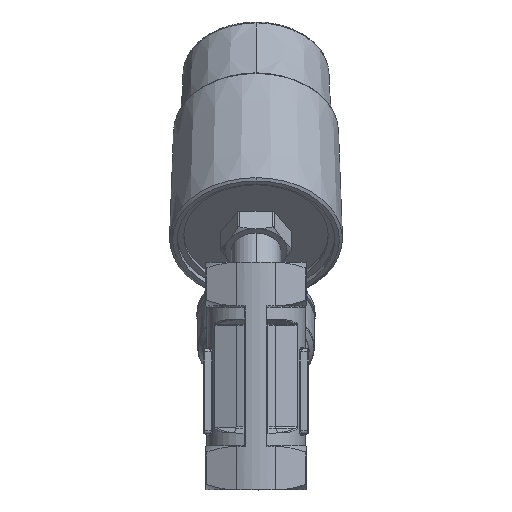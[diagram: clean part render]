
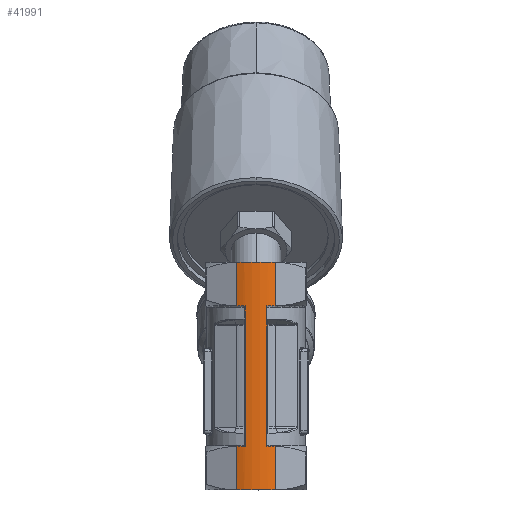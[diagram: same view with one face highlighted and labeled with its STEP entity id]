
A CAD part, front view. The second image highlights one B-rep face of the part: STEP entity #41991.
In plain terms, the highlighted cylindrical face has radius 33 mm (diameter 66 mm), a partial arc.
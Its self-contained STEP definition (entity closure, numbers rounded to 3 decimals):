
#745 = ORIENTED_EDGE ( 'NONE', *, *, #33470, .F. ) ;
#1069 = LINE ( 'NONE', #43655, #19817 ) ;
#1227 = EDGE_CURVE ( 'NONE', #21755, #24545, #38709, .T. ) ;
#2387 = VERTEX_POINT ( 'NONE', #36430 ) ;
#2439 = FACE_OUTER_BOUND ( 'NONE', #39153, .T. ) ;
#2655 = CARTESIAN_POINT ( 'NONE',  ( 12.692, -30.462, -46. ) ) ;
#2668 = EDGE_CURVE ( 'NONE', #10074, #11183, #1069, .T. ) ;
#2982 = CIRCLE ( 'NONE', #32535, 33. ) ;
#3085 = CARTESIAN_POINT ( 'NONE',  ( 7., -32.249, 46.289 ) ) ;
#3287 = EDGE_CURVE ( 'NONE', #2387, #5960, #26917, .T. ) ;
#3577 = CARTESIAN_POINT ( 'NONE',  ( 0., 0., -46.289 ) ) ;
#3692 = AXIS2_PLACEMENT_3D ( 'NONE', #3577, #28224, #7142 ) ;
#3791 = CARTESIAN_POINT ( 'NONE',  ( 0., 0., 46.289 ) ) ;
#4026 = VECTOR ( 'NONE', #11210, 1000. ) ;
#4171 = ORIENTED_EDGE ( 'NONE', *, *, #30197, .T. ) ;
#5823 = DIRECTION ( 'NONE',  ( 0., 0., 1. ) ) ;
#5960 = VERTEX_POINT ( 'NONE', #9685 ) ;
#6193 = ORIENTED_EDGE ( 'NONE', *, *, #1227, .T. ) ;
#6406 = EDGE_CURVE ( 'NONE', #11839, #11183, #26504, .T. ) ;
#6737 = CARTESIAN_POINT ( 'NONE',  ( -12.692, -30.462, 75. ) ) ;
#7097 = CIRCLE ( 'NONE', #23271, 33. ) ;
#7110 = LINE ( 'NONE', #12626, #16462 ) ;
#7127 = DIRECTION ( 'NONE',  ( 0., 0., 1. ) ) ;
#7142 = DIRECTION ( 'NONE',  ( -1., 0., 0. ) ) ;
#7343 = DIRECTION ( 'NONE',  ( 1., 0., 0. ) ) ;
#7356 = DIRECTION ( 'NONE',  ( 0., 0., 1. ) ) ;
#7861 = DIRECTION ( 'NONE',  ( 0., 0., 1. ) ) ;
#7994 = CARTESIAN_POINT ( 'NONE',  ( -12.692, -30.462, -75. ) ) ;
#8062 = ORIENTED_EDGE ( 'NONE', *, *, #27711, .F. ) ;
#8115 = CARTESIAN_POINT ( 'NONE',  ( 0., 0., 46. ) ) ;
#9073 = VERTEX_POINT ( 'NONE', #33547 ) ;
#9485 = EDGE_CURVE ( 'NONE', #32600, #37549, #35061, .T. ) ;
#9685 = CARTESIAN_POINT ( 'NONE',  ( -7., -32.249, -36.919 ) ) ;
#10074 = VERTEX_POINT ( 'NONE', #31015 ) ;
#10959 = LINE ( 'NONE', #32515, #28568 ) ;
#11183 = VERTEX_POINT ( 'NONE', #7994 ) ;
#11210 = DIRECTION ( 'NONE',  ( 0., 0., 1. ) ) ;
#11758 = EDGE_CURVE ( 'NONE', #21755, #11839, #43434, .T. ) ;
#11839 = VERTEX_POINT ( 'NONE', #25007 ) ;
#12382 = VERTEX_POINT ( 'NONE', #41954 ) ;
#12626 = CARTESIAN_POINT ( 'NONE',  ( -7., -32.249, -75. ) ) ;
#12878 = VERTEX_POINT ( 'NONE', #29287 ) ;
#12943 = CARTESIAN_POINT ( 'NONE',  ( -7., -32.249, -75. ) ) ;
#12967 = CARTESIAN_POINT ( 'NONE',  ( 0., 0., 46.289 ) ) ;
#13938 = DIRECTION ( 'NONE',  ( 0., 0., -1. ) ) ;
#13961 = LINE ( 'NONE', #19882, #22216 ) ;
#14564 = CARTESIAN_POINT ( 'NONE',  ( 0., 0., 75. ) ) ;
#15220 = VERTEX_POINT ( 'NONE', #3085 ) ;
#16368 = VECTOR ( 'NONE', #42466, 1000. ) ;
#16462 = VECTOR ( 'NONE', #27062, 1000. ) ;
#16499 = DIRECTION ( 'NONE',  ( 1., 0., 0. ) ) ;
#17876 = CARTESIAN_POINT ( 'NONE',  ( 7., -32.249, -46.289 ) ) ;
#18123 = DIRECTION ( 'NONE',  ( 1., 0., 0. ) ) ;
#18895 = CARTESIAN_POINT ( 'NONE',  ( 0., 0., -75. ) ) ;
#19817 = VECTOR ( 'NONE', #40749, 1000. ) ;
#19882 = CARTESIAN_POINT ( 'NONE',  ( -12.692, -30.462, 46. ) ) ;
#20128 = EDGE_CURVE ( 'NONE', #24545, #15220, #32163, .T. ) ;
#20671 = CARTESIAN_POINT ( 'NONE',  ( -7., -32.249, -75. ) ) ;
#21292 = AXIS2_PLACEMENT_3D ( 'NONE', #14564, #39216, #18123 ) ;
#21420 = VERTEX_POINT ( 'NONE', #22954 ) ;
#21755 = VERTEX_POINT ( 'NONE', #44390 ) ;
#22216 = VECTOR ( 'NONE', #41013, 1000. ) ;
#22435 = DIRECTION ( 'NONE',  ( -1., 0., 0. ) ) ;
#22782 = ORIENTED_EDGE ( 'NONE', *, *, #20128, .T. ) ;
#22819 = ORIENTED_EDGE ( 'NONE', *, *, #23760, .T. ) ;
#22954 = CARTESIAN_POINT ( 'NONE',  ( -7., -32.249, 46.289 ) ) ;
#23271 = AXIS2_PLACEMENT_3D ( 'NONE', #12967, #37614, #16499 ) ;
#23485 = AXIS2_PLACEMENT_3D ( 'NONE', #3791, #28440, #7343 ) ;
#23760 = EDGE_CURVE ( 'NONE', #12382, #21420, #35175, .T. ) ;
#24545 = VERTEX_POINT ( 'NONE', #17876 ) ;
#25007 = CARTESIAN_POINT ( 'NONE',  ( 12.692, -30.462, -75. ) ) ;
#26010 = VECTOR ( 'NONE', #5823, 1000. ) ;
#26295 = ORIENTED_EDGE ( 'NONE', *, *, #43103, .F. ) ;
#26504 = CIRCLE ( 'NONE', #31293, 33. ) ;
#26709 = CARTESIAN_POINT ( 'NONE',  ( 12.692, -30.462, 75. ) ) ;
#26917 = LINE ( 'NONE', #20671, #28033 ) ;
#26926 = EDGE_CURVE ( 'NONE', #15220, #12878, #7097, .T. ) ;
#27062 = DIRECTION ( 'NONE',  ( 0., 0., 1. ) ) ;
#27711 = EDGE_CURVE ( 'NONE', #9073, #21420, #7110, .T. ) ;
#28033 = VECTOR ( 'NONE', #7127, 1000. ) ;
#28224 = DIRECTION ( 'NONE',  ( 0., 0., -1. ) ) ;
#28432 = ORIENTED_EDGE ( 'NONE', *, *, #9485, .F. ) ;
#28440 = DIRECTION ( 'NONE',  ( 0., 0., 1. ) ) ;
#28568 = VECTOR ( 'NONE', #7861, 1000. ) ;
#29287 = CARTESIAN_POINT ( 'NONE',  ( 12.692, -30.462, 46.289 ) ) ;
#30197 = EDGE_CURVE ( 'NONE', #2387, #10074, #2982, .T. ) ;
#31015 = CARTESIAN_POINT ( 'NONE',  ( -12.692, -30.462, -46.289 ) ) ;
#31293 = AXIS2_PLACEMENT_3D ( 'NONE', #18895, #43577, #22435 ) ;
#32014 = AXIS2_PLACEMENT_3D ( 'NONE', #8115, #7356, #36460 ) ;
#32163 = LINE ( 'NONE', #32311, #4026 ) ;
#32311 = CARTESIAN_POINT ( 'NONE',  ( 7., -32.249, -75. ) ) ;
#32515 = CARTESIAN_POINT ( 'NONE',  ( 12.692, -30.462, 46. ) ) ;
#32535 = AXIS2_PLACEMENT_3D ( 'NONE', #35038, #13938, #38592 ) ;
#32558 = ORIENTED_EDGE ( 'NONE', *, *, #6406, .F. ) ;
#32600 = VERTEX_POINT ( 'NONE', #6737 ) ;
#33470 = EDGE_CURVE ( 'NONE', #12382, #32600, #13961, .T. ) ;
#33547 = CARTESIAN_POINT ( 'NONE',  ( -7., -32.249, 36.919 ) ) ;
#34423 = CYLINDRICAL_SURFACE ( 'NONE', #32014, 33. ) ;
#35038 = CARTESIAN_POINT ( 'NONE',  ( 0., 0., -46.289 ) ) ;
#35061 = CIRCLE ( 'NONE', #21292, 33. ) ;
#35175 = CIRCLE ( 'NONE', #23485, 33. ) ;
#35402 = LINE ( 'NONE', #12943, #26010 ) ;
#36430 = CARTESIAN_POINT ( 'NONE',  ( -7., -32.249, -46.289 ) ) ;
#36460 = DIRECTION ( 'NONE',  ( 1., 0., 0. ) ) ;
#37549 = VERTEX_POINT ( 'NONE', #26709 ) ;
#37614 = DIRECTION ( 'NONE',  ( 0., 0., 1. ) ) ;
#38592 = DIRECTION ( 'NONE',  ( -1., 0., 0. ) ) ;
#38709 = CIRCLE ( 'NONE', #3692, 33. ) ;
#39153 = EDGE_LOOP ( 'NONE', ( #22819, #8062, #26295, #41258, #4171, #40283, #32558, #43519, #6193, #22782, #40888, #42761, #28432, #745 ) ) ;
#39216 = DIRECTION ( 'NONE',  ( 0., 0., 1. ) ) ;
#39370 = EDGE_CURVE ( 'NONE', #12878, #37549, #10959, .T. ) ;
#40283 = ORIENTED_EDGE ( 'NONE', *, *, #2668, .T. ) ;
#40749 = DIRECTION ( 'NONE',  ( 0., 0., -1. ) ) ;
#40888 = ORIENTED_EDGE ( 'NONE', *, *, #26926, .T. ) ;
#41013 = DIRECTION ( 'NONE',  ( 0., 0., 1. ) ) ;
#41258 = ORIENTED_EDGE ( 'NONE', *, *, #3287, .F. ) ;
#41954 = CARTESIAN_POINT ( 'NONE',  ( -12.692, -30.462, 46.289 ) ) ;
#41991 = ADVANCED_FACE ( 'NONE', ( #2439 ), #34423, .T. ) ;
#42466 = DIRECTION ( 'NONE',  ( 0., 0., -1. ) ) ;
#42761 = ORIENTED_EDGE ( 'NONE', *, *, #39370, .T. ) ;
#43103 = EDGE_CURVE ( 'NONE', #5960, #9073, #35402, .T. ) ;
#43434 = LINE ( 'NONE', #2655, #16368 ) ;
#43519 = ORIENTED_EDGE ( 'NONE', *, *, #11758, .F. ) ;
#43577 = DIRECTION ( 'NONE',  ( 0., 0., -1. ) ) ;
#43655 = CARTESIAN_POINT ( 'NONE',  ( -12.692, -30.462, -46. ) ) ;
#44390 = CARTESIAN_POINT ( 'NONE',  ( 12.692, -30.462, -46.289 ) ) ;
